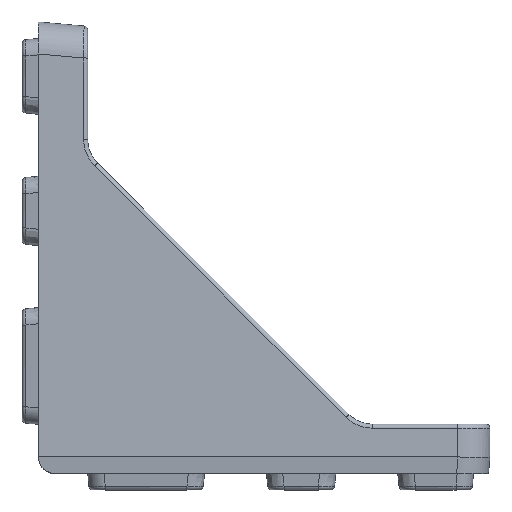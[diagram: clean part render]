
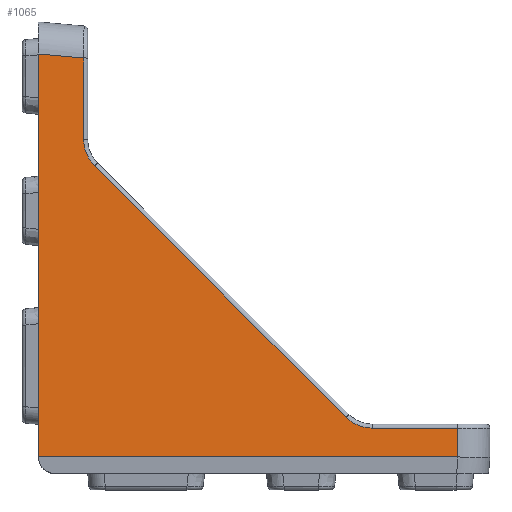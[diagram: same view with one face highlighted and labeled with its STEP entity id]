
A CAD part, top view. The second image highlights one B-rep face of the part: STEP entity #1065.
In plain terms, the highlighted planar face has unit normal (0.025, 0.025, 0.999).
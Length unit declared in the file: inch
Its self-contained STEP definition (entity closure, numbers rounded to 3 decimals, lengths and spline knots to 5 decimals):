
#17 = CARTESIAN_POINT ( 'NONE',  ( 1.00588, 0.03937, 0.24978 ) ) ;
#247 = VECTOR ( 'NONE', #7059, 39.37008 ) ;
#275 = CARTESIAN_POINT ( 'NONE',  ( 0.32644, 0.10851, 0.26485 ) ) ;
#372 = ORIENTED_EDGE ( 'NONE', *, *, #3785, .T. ) ;
#404 = VERTEX_POINT ( 'NONE', #6098 ) ;
#408 = CARTESIAN_POINT ( 'NONE',  ( 0.80057, 0.10851, 0.25314 ) ) ;
#485 = CARTESIAN_POINT ( 'NONE',  ( 0.12615, 0.74624, 0.25405 ) ) ;
#568 = DIRECTION ( 'NONE',  ( 0., 1., -0.025 ) ) ;
#629 = CARTESIAN_POINT ( 'NONE',  ( 0.10851, 0.80057, 0.25314 ) ) ;
#796 = PLANE ( 'NONE',  #999 ) ;
#999 = AXIS2_PLACEMENT_3D ( 'NONE', #4738, #2397, #1324 ) ;
#1005 = CARTESIAN_POINT ( 'NONE',  ( 1.00588, 0.03937, 0.24978 ) ) ;
#1065 = ADVANCED_FACE ( 'NONE', ( #5340 ), #796, .T. ) ;
#1095 = EDGE_CURVE ( 'NONE', #5329, #5585, #3789, .T. ) ;
#1324 = DIRECTION ( 'NONE',  ( 1., 0., -0.025 ) ) ;
#1458 = CARTESIAN_POINT ( 'NONE',  ( 0.77752, 0.11076, 0.25366 ) ) ;
#1566 = VERTEX_POINT ( 'NONE', #3187 ) ;
#1603 = CARTESIAN_POINT ( 'NONE',  ( 0.13446, 0.73794, 0.25405 ) ) ;
#1615 = EDGE_CURVE ( 'NONE', #404, #6080, #7276, .T. ) ;
#1623 = CARTESIAN_POINT ( 'NONE',  ( 0.11975, 0.75583, 0.25397 ) ) ;
#1642 = CARTESIAN_POINT ( 'NONE',  ( 0.10851, 0.80057, 0.25314 ) ) ;
#1652 = VECTOR ( 'NONE', #568, 39.37008 ) ;
#1657 = ORIENTED_EDGE ( 'NONE', *, *, #6362, .T. ) ;
#1915 = VECTOR ( 'NONE', #7194, 39.37008 ) ;
#1969 = EDGE_CURVE ( 'NONE', #1566, #2895, #5065, .T. ) ;
#2287 = ORIENTED_EDGE ( 'NONE', *, *, #6229, .F. ) ;
#2397 = DIRECTION ( 'NONE',  ( 0.025, 0.025, 0.999 ) ) ;
#2752 = ORIENTED_EDGE ( 'NONE', *, *, #6555, .T. ) ;
#2760 = CARTESIAN_POINT ( 'NONE',  ( 0.73794, 0.13446, 0.25405 ) ) ;
#2846 = CARTESIAN_POINT ( 'NONE',  ( 0.10851, 0.99626, 0.24831 ) ) ;
#2895 = VERTEX_POINT ( 'NONE', #629 ) ;
#3020 = EDGE_CURVE ( 'NONE', #3480, #1566, #4425, .T. ) ;
#3036 = CARTESIAN_POINT ( 'NONE',  ( 0., 0.03937, 0.27462 ) ) ;
#3101 = CARTESIAN_POINT ( 'NONE',  ( 0.78884, 0.10851, 0.25343 ) ) ;
#3143 = LINE ( 'NONE', #17, #1652 ) ;
#3187 = CARTESIAN_POINT ( 'NONE',  ( 0.13446, 0.73794, 0.25405 ) ) ;
#3324 = CARTESIAN_POINT ( 'NONE',  ( 0.10851, 0.78882, 0.25343 ) ) ;
#3382 = EDGE_CURVE ( 'NONE', #5329, #3759, #6932, .T. ) ;
#3456 = DIRECTION ( 'NONE',  ( 0.996, -0.087, -0.022 ) ) ;
#3480 = VERTEX_POINT ( 'NONE', #2760 ) ;
#3681 = LINE ( 'NONE', #6250, #5156 ) ;
#3759 = VERTEX_POINT ( 'NONE', #4849 ) ;
#3785 = EDGE_CURVE ( 'NONE', #6080, #3480, #6081, .T. ) ;
#3789 = LINE ( 'NONE', #5345, #247 ) ;
#3847 = ORIENTED_EDGE ( 'NONE', *, *, #3382, .F. ) ;
#3956 = ORIENTED_EDGE ( 'NONE', *, *, #1969, .T. ) ;
#4146 = ORIENTED_EDGE ( 'NONE', *, *, #1615, .T. ) ;
#4177 = CARTESIAN_POINT ( 'NONE',  ( 0.10851, 0.80057, 0.25314 ) ) ;
#4412 = CARTESIAN_POINT ( 'NONE',  ( 0.11076, 0.77752, 0.25366 ) ) ;
#4425 = LINE ( 'NONE', #5328, #7210 ) ;
#4639 = VECTOR ( 'NONE', #6481, 39.37008 ) ;
#4738 = CARTESIAN_POINT ( 'NONE',  ( 0.3263, 0.3263, 0.25948 ) ) ;
#4751 = VECTOR ( 'NONE', #6017, 39.37008 ) ;
#4773 = DIRECTION ( 'NONE',  ( -0.707, 0.707, 0. ) ) ;
#4849 = CARTESIAN_POINT ( 'NONE',  ( 0., 1.00575, 0.25076 ) ) ;
#4905 = LINE ( 'NONE', #4177, #4639 ) ;
#5065 = B_SPLINE_CURVE_WITH_KNOTS ( 'NONE', 3,
 ( #1603, #485, #1623, #4412, #3324, #1642 ),
 .UNSPECIFIED., .F., .F.,
 ( 4, 2, 4 ),
 ( 0., 0.5, 1. ),
 .UNSPECIFIED. ) ;
#5156 = VECTOR ( 'NONE', #3456, 39.37008 ) ;
#5328 = CARTESIAN_POINT ( 'NONE',  ( 0.73794, 0.13446, 0.25405 ) ) ;
#5329 = VERTEX_POINT ( 'NONE', #3036 ) ;
#5340 = FACE_OUTER_BOUND ( 'NONE', #5762, .T. ) ;
#5345 = CARTESIAN_POINT ( 'NONE',  ( 0.32648, 0.03937, 0.26656 ) ) ;
#5526 = ORIENTED_EDGE ( 'NONE', *, *, #1095, .T. ) ;
#5585 = VERTEX_POINT ( 'NONE', #1005 ) ;
#5740 = ORIENTED_EDGE ( 'NONE', *, *, #3020, .T. ) ;
#5762 = EDGE_LOOP ( 'NONE', ( #5526, #1657, #4146, #372, #5740, #3956, #2752, #2287, #3847 ) ) ;
#5906 = CARTESIAN_POINT ( 'NONE',  ( 0.74625, 0.12614, 0.25405 ) ) ;
#6017 = DIRECTION ( 'NONE',  ( 0., 1., -0.025 ) ) ;
#6080 = VERTEX_POINT ( 'NONE', #7200 ) ;
#6081 = B_SPLINE_CURVE_WITH_KNOTS ( 'NONE', 3,
 ( #408, #3101, #1458, #6553, #5906, #7074 ),
 .UNSPECIFIED., .F., .F.,
 ( 4, 2, 4 ),
 ( 0., 0.5, 1. ),
 .UNSPECIFIED. ) ;
#6098 = CARTESIAN_POINT ( 'NONE',  ( 1.00588, 0.10851, 0.24807 ) ) ;
#6229 = EDGE_CURVE ( 'NONE', #3759, #6299, #3681, .T. ) ;
#6250 = CARTESIAN_POINT ( 'NONE',  ( 0.24948, 0.98392, 0.24513 ) ) ;
#6299 = VERTEX_POINT ( 'NONE', #2846 ) ;
#6362 = EDGE_CURVE ( 'NONE', #5585, #404, #3143, .T. ) ;
#6481 = DIRECTION ( 'NONE',  ( 0., 1., -0.025 ) ) ;
#6553 = CARTESIAN_POINT ( 'NONE',  ( 0.75583, 0.11974, 0.25397 ) ) ;
#6555 = EDGE_CURVE ( 'NONE', #2895, #6299, #4905, .T. ) ;
#6636 = CARTESIAN_POINT ( 'NONE',  ( 0., 0.03937, 0.27462 ) ) ;
#6932 = LINE ( 'NONE', #6636, #4751 ) ;
#7059 = DIRECTION ( 'NONE',  ( 1., 0., -0.025 ) ) ;
#7074 = CARTESIAN_POINT ( 'NONE',  ( 0.73794, 0.13446, 0.25405 ) ) ;
#7194 = DIRECTION ( 'NONE',  ( -1., 0., 0.025 ) ) ;
#7200 = CARTESIAN_POINT ( 'NONE',  ( 0.80057, 0.10851, 0.25314 ) ) ;
#7210 = VECTOR ( 'NONE', #4773, 39.37008 ) ;
#7276 = LINE ( 'NONE', #275, #1915 ) ;
